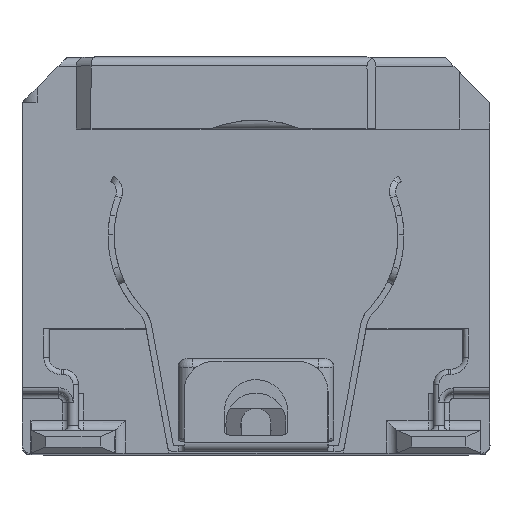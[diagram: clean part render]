
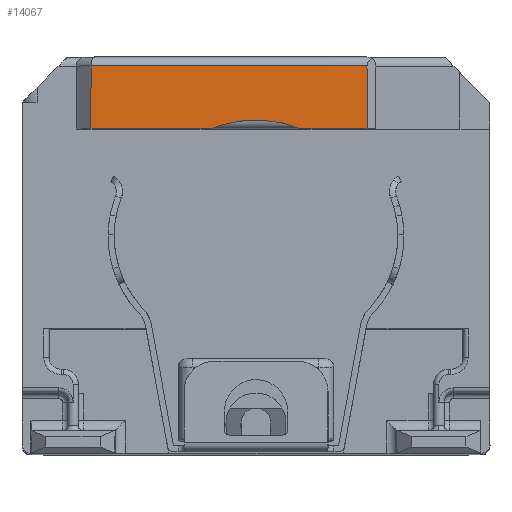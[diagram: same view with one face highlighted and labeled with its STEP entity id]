
A CAD part, top view. The second image highlights one B-rep face of the part: STEP entity #14067.
In plain terms, the highlighted planar face has unit normal (0, 0, 1).
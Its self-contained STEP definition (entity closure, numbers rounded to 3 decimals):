
#14025=AXIS2_PLACEMENT_3D('Plane Axis2P3D',#14022,#14023,#14024) ;
#6168=CARTESIAN_POINT('Vertex',(11.5,10.79,44.5)) ;
#6171=CARTESIAN_POINT('Line Origine',(10.41,10.79,44.5)) ;
#6175=CARTESIAN_POINT('Vertex',(9.32,10.79,44.5)) ;
#13980=CARTESIAN_POINT('Line Origine',(11.5,11.84,44.5)) ;
#13984=CARTESIAN_POINT('Vertex',(11.5,12.89,44.5)) ;
#14022=CARTESIAN_POINT('Axis2P3D Location',(11.8,10.79,44.5)) ;
#14027=CARTESIAN_POINT('Line Origine',(6.9,12.89,44.5)) ;
#14031=CARTESIAN_POINT('Vertex',(2.3,12.89,44.5)) ;
#14034=CARTESIAN_POINT('Line Origine',(2.3,11.84,44.5)) ;
#14038=CARTESIAN_POINT('Vertex',(2.3,10.79,44.5)) ;
#14041=CARTESIAN_POINT('Line Origine',(4.29,10.79,44.5)) ;
#14045=CARTESIAN_POINT('Vertex',(6.28,10.79,44.5)) ;
#14049=CARTESIAN_POINT('Control Point',(9.32,10.79,44.5)) ;
#14050=CARTESIAN_POINT('Control Point',(8.957,10.939,44.5)) ;
#14051=CARTESIAN_POINT('Control Point',(8.577,11.043,44.5)) ;
#14052=CARTESIAN_POINT('Control Point',(8.185,11.101,44.5)) ;
#14053=CARTESIAN_POINT('Control Point',(7.557,11.114,44.5)) ;
#14054=CARTESIAN_POINT('Control Point',(6.941,11.007,44.5)) ;
#14055=CARTESIAN_POINT('Control Point',(6.715,10.951,44.5)) ;
#14056=CARTESIAN_POINT('Control Point',(6.494,10.878,44.5)) ;
#14057=CARTESIAN_POINT('Control Point',(6.28,10.79,44.5)) ;
#6172=DIRECTION('Vector Direction',(-1.,0.,0.)) ;
#13981=DIRECTION('Vector Direction',(0.,-1.,0.)) ;
#14023=DIRECTION('Axis2P3D Direction',(0.,0.,-1.)) ;
#14024=DIRECTION('Axis2P3D XDirection',(-1.,0.,0.)) ;
#14028=DIRECTION('Vector Direction',(1.,0.,0.)) ;
#14035=DIRECTION('Vector Direction',(0.,1.,0.)) ;
#14042=DIRECTION('Vector Direction',(-1.,0.,0.)) ;
#6173=VECTOR('Line Direction',#6172,1.) ;
#13982=VECTOR('Line Direction',#13981,1.) ;
#14029=VECTOR('Line Direction',#14028,1.) ;
#14036=VECTOR('Line Direction',#14035,1.) ;
#14043=VECTOR('Line Direction',#14042,1.) ;
#14060=ORIENTED_EDGE('',*,*,#14033,.F.) ;
#14061=ORIENTED_EDGE('',*,*,#14040,.F.) ;
#14062=ORIENTED_EDGE('',*,*,#14047,.F.) ;
#14063=ORIENTED_EDGE('',*,*,#14058,.F.) ;
#14064=ORIENTED_EDGE('',*,*,#6177,.F.) ;
#14065=ORIENTED_EDGE('',*,*,#13986,.F.) ;
#14067=ADVANCED_FACE('Hauptkoerper',(#14066),#14026,.F.) ;
#14048=B_SPLINE_CURVE_WITH_KNOTS('',5,(#14049,#14050,#14051,#14052,#14053,#14054,#14055,#14056,#14057),.UNSPECIFIED.,.F.,.U.,(6,3,6),(0.,2.771,4.41),.UNSPECIFIED.) ;
#6177=EDGE_CURVE('',#6169,#6176,#6174,.T.) ;
#13986=EDGE_CURVE('',#13985,#6169,#13983,.T.) ;
#14033=EDGE_CURVE('',#14032,#13985,#14030,.T.) ;
#14040=EDGE_CURVE('',#14039,#14032,#14037,.T.) ;
#14047=EDGE_CURVE('',#14046,#14039,#14044,.T.) ;
#14058=EDGE_CURVE('',#6176,#14046,#14048,.T.) ;
#14059=EDGE_LOOP('',(#14060,#14061,#14062,#14063,#14064,#14065)) ;
#14066=FACE_OUTER_BOUND('',#14059,.T.) ;
#6174=LINE('Line',#6171,#6173) ;
#13983=LINE('Line',#13980,#13982) ;
#14030=LINE('Line',#14027,#14029) ;
#14037=LINE('Line',#14034,#14036) ;
#14044=LINE('Line',#14041,#14043) ;
#14026=PLANE('',#14025) ;
#6169=VERTEX_POINT('',#6168) ;
#6176=VERTEX_POINT('',#6175) ;
#13985=VERTEX_POINT('',#13984) ;
#14032=VERTEX_POINT('',#14031) ;
#14039=VERTEX_POINT('',#14038) ;
#14046=VERTEX_POINT('',#14045) ;
